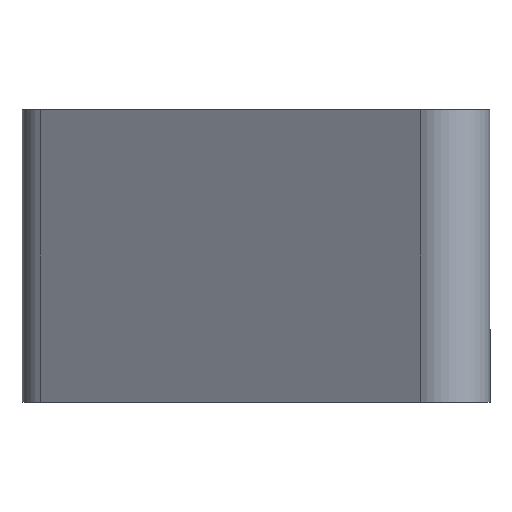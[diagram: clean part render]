
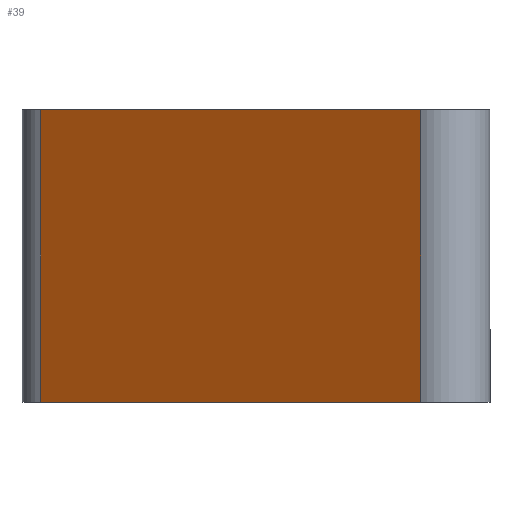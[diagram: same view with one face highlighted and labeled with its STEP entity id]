
A CAD part, left-side view. The second image highlights one B-rep face of the part: STEP entity #39.
In plain terms, the highlighted planar face has unit normal (-0.819, 0.574, 0).
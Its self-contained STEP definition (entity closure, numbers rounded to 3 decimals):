
#39=ADVANCED_FACE('',(#55),#49,.T.);
#49=PLANE('',#237);
#55=FACE_OUTER_BOUND('',#65,.T.);
#65=EDGE_LOOP('',(#93,#94,#95,#96));
#93=ORIENTED_EDGE('',*,*,#151,.F.);
#94=ORIENTED_EDGE('',*,*,#156,.T.);
#95=ORIENTED_EDGE('',*,*,#157,.F.);
#96=ORIENTED_EDGE('',*,*,#158,.T.);
#135=VERTEX_POINT('',#394);
#136=VERTEX_POINT('',#396);
#139=VERTEX_POINT('',#406);
#140=VERTEX_POINT('',#408);
#151=EDGE_CURVE('',#135,#136,#172,.T.);
#156=EDGE_CURVE('',#135,#139,#176,.T.);
#157=EDGE_CURVE('',#140,#139,#177,.T.);
#158=EDGE_CURVE('',#140,#136,#178,.T.);
#172=LINE('',#395,#188);
#176=LINE('',#405,#192);
#177=LINE('',#407,#193);
#178=LINE('',#409,#194);
#188=VECTOR('',#264,1.0);
#192=VECTOR('',#274,1.0);
#193=VECTOR('',#275,1.0);
#194=VECTOR('',#276,1.0);
#237=AXIS2_PLACEMENT_3D('',#410,#277,#278);
#264=DIRECTION('',(0.574,0.819,0.0));
#274=DIRECTION('',(0.,0.,1.0));
#275=DIRECTION('',(-0.574,-0.819,0.));
#276=DIRECTION('',(0.,0.,-1.0));
#277=DIRECTION('',(-0.819,0.574,0.));
#278=DIRECTION('',(-0.574,-0.819,0.0));
#394=CARTESIAN_POINT('',(1.312,1.874,-7.938));
#395=CARTESIAN_POINT('',(6.997,9.992,-7.938));
#396=CARTESIAN_POINT('',(8.537,12.192,-7.938));
#405=CARTESIAN_POINT('',(1.312,1.874,0.));
#406=CARTESIAN_POINT('',(1.312,1.874,0.));
#407=CARTESIAN_POINT('',(6.997,9.992,0.));
#408=CARTESIAN_POINT('',(8.537,12.192,0.));
#409=CARTESIAN_POINT('',(8.537,12.192,0.));
#410=CARTESIAN_POINT('',(6.997,9.992,0.));
